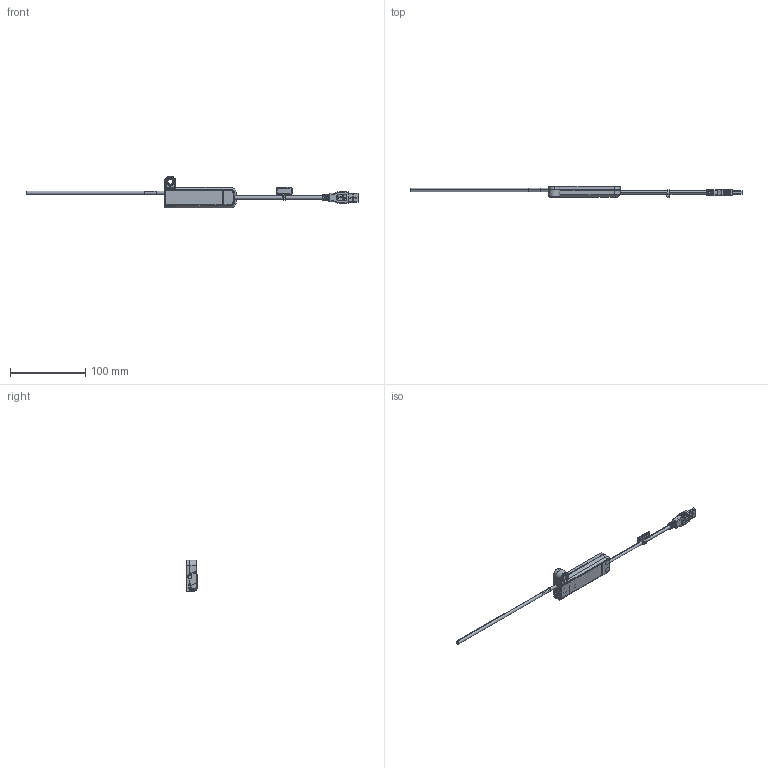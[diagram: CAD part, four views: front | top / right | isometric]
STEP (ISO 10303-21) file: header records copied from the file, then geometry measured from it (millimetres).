
FILE_DESCRIPTION (( 'STEP AP214' ), '1' );
FILE_NAME ('Integra V2.STEP', '2018-09-27T12:49:40', ( '' ), ( '' ), 'SwSTEP 2.0', 'SolidWorks 2016', '' );
FILE_SCHEMA (( 'AUTOMOTIVE_DESIGN' ));
Length unit declared in the file: millimetre
Products named in the file (1): Integra V2
Bounding box: 442 x 15.4 x 42.6 mm (x, y, z)
Surface area: 21405.4 mm2 (no closed solid volume)
Topology: 0 solids, 55 shells, 537 faces, 2673 edges, 2088 vertices
Faces by surface type: plane 300, cylinder 124, bspline 68, cone 30, torus 15
Entity records: 41583 total; most frequent: CARTESIAN_POINT 16298, ORIENTED_EDGE 3667, DIRECTION 3495, EDGE_CURVE 2652, VERTEX_POINT 2088, VECTOR 1507, LINE 1507, AXIS2_PLACEMENT_3D 994
